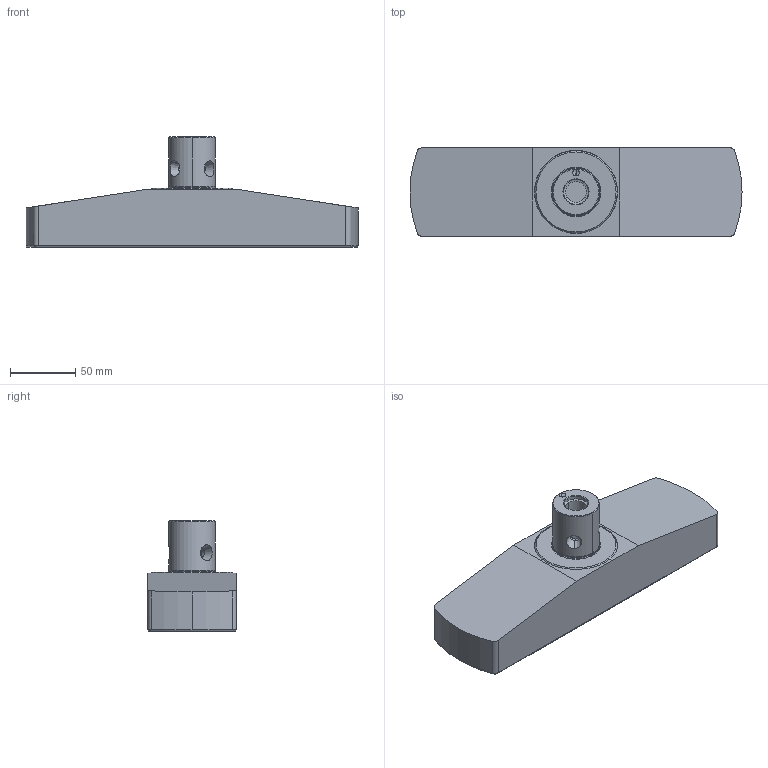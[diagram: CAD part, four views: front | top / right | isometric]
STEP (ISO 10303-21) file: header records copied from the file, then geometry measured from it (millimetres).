
FILE_DESCRIPTION(('no description'),'unknown implementation level');
FILE_NAME('D5CBFA55-F28D-48C0-B088-2D8D5679ABEB_export.stp',' ',('CIMSOURCE GmbH'),('CADClick - KiM GmbH - www.kimweb.de'),'unknown preprocess','ACIS','unknown authorization');
FILE_SCHEMA(('automotive_design'));
Length unit declared in the file: millimetre
Products named in the file (6): 318.206N Kaiser CKN6xFKS 270-340 AL|318.210N Kaiser ETL CKN6 x ISO40;<BMG Kaiser N146.22 CKN6 Zapfen>-<Kreismuster3>; 318.206N Kaiser CKN6xFKS 270-340 AL|690.163 Kaiser ETL M8x25;Hex; 318.206N Kaiser CKN6xFKS 270-340 AL|318.206N Kaiser CKN6xFKS 270-340 AL;Kreismuster3
Bounding box: 255 x 68 x 84.5 mm (x, y, z)
Volume: 662663.8 mm3; surface area: 103280.5 mm2
Topology: 6 solids, 6 shells, 607 faces, 1347 edges, 752 vertices
Faces by surface type: cylinder 242, cone 226, plane 119, torus 20
Entity records: 31499 total; most frequent: CARTESIAN_POINT 3161, DIRECTION 3105, STYLED_ITEM 2612, PRESENTATION_STYLE_ASSIGNMENT 2612, COLOUR_RGB 2612, ORIENTED_EDGE 2494, AXIS2_PLACEMENT_3D 1261, EDGE_CURVE 1247
